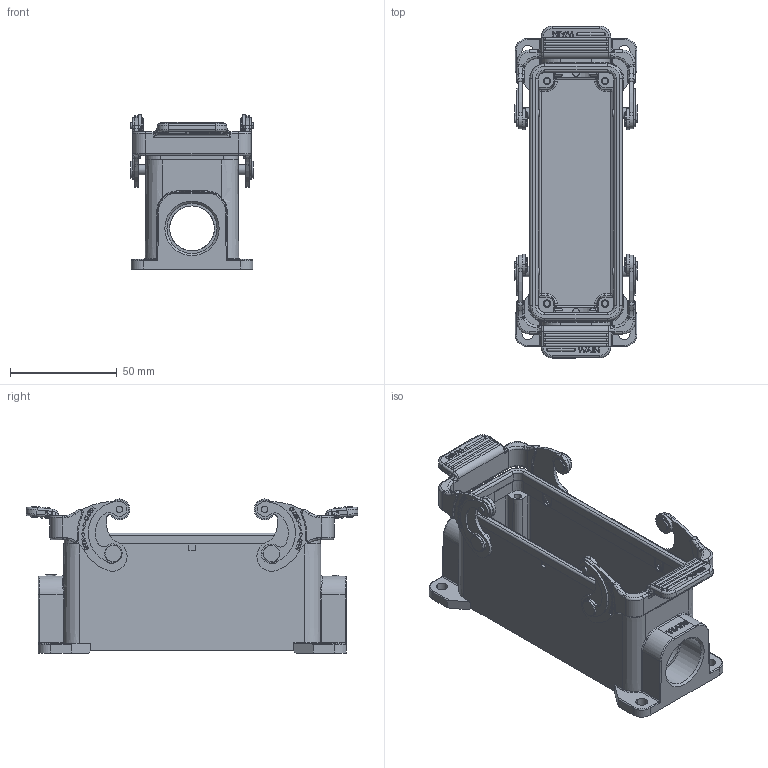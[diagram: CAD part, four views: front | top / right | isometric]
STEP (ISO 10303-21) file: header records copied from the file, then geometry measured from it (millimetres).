
FILE_DESCRIPTION(/* description */ (''),/* implementation_level */ '2;1');
FILE_NAME(/* name */ 'H24B-SF-2L SC-2M25.stp',/* time_stamp */ '2023-09-01T10:06:26+08:00',/* author */ (''),/* organization */ (''),/* preprocessor_version */ 'ST-DEVELOPER v18.1',/* originating_system */ 'SIEMENS PLM Software NX 1980',/* authorisation */ '');
FILE_SCHEMA (('AUTOMOTIVE_DESIGN { 1 0 10303 214 3 1 1 1 }'));
Products named in the file (1): 13843F944CDAa7ed
Bounding box: 57.9 x 155.16 x 72.05 mm (x, y, z)
Volume: 121840.7 mm3; surface area: 78463.1 mm2
Topology: 22 solids, 22 shells, 1769 faces, 4584 edges, 2927 vertices
Faces by surface type: plane 838, cylinder 575, torus 140, extrusion 78, bspline 62, sphere 40, cone 36
Full cylindrical faces by diameter (mm): 1.9 x4, 3 x8, 4.9 x4, 8 x4, 21 x2, 23.4 x2
Entity records: 68561 total; most frequent: CARTESIAN_POINT 21578, ORIENTED_EDGE 8930, DIRECTION 8076, EDGE_CURVE 4465, VERTEX_POINT 2915, AXIS2_PLACEMENT_3D 2851, VECTOR 2374, LINE 2296
